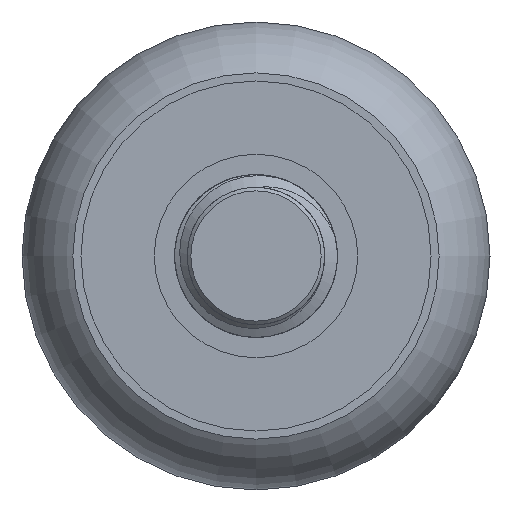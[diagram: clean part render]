
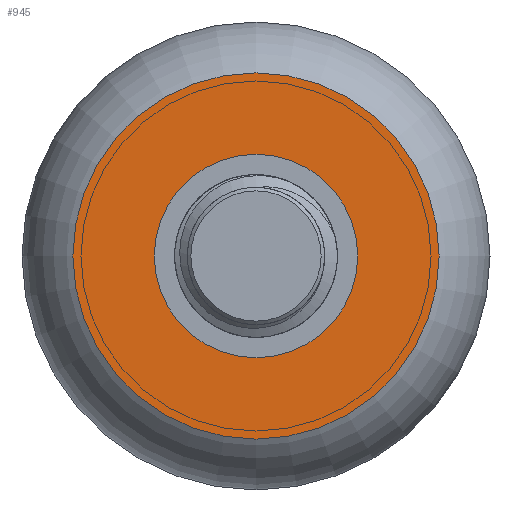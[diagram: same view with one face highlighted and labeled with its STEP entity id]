
A CAD part, left-side view. The second image highlights one B-rep face of the part: STEP entity #945.
In plain terms, the highlighted planar face has unit normal (-1, 0, 0).
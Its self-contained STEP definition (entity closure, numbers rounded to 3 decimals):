
#128=PLANE('',#1066);
#267=FACE_OUTER_BOUND('',#325,.T.);
#325=EDGE_LOOP('',(#676));
#386=CIRCLE('',#1065,9.);
#410=VERTEX_POINT('',#1385);
#512=EDGE_CURVE('',#410,#410,#386,.T.);
#676=ORIENTED_EDGE('',*,*,#512,.T.);
#945=ADVANCED_FACE('',(#267),#128,.T.);
#1065=AXIS2_PLACEMENT_3D('',#1386,#1179,#1180);
#1066=AXIS2_PLACEMENT_3D('',#1388,#1182,#1183);
#1179=DIRECTION('center_axis',(-1.,0.,0.));
#1180=DIRECTION('ref_axis',(0.,0.,1.));
#1182=DIRECTION('center_axis',(-1.,0.,0.));
#1183=DIRECTION('ref_axis',(0.,0.,-1.));
#1385=CARTESIAN_POINT('',(0.,0.,9.));
#1386=CARTESIAN_POINT('Origin',(0.,0.,0.));
#1388=CARTESIAN_POINT('Origin',(0.,0.,0.));
